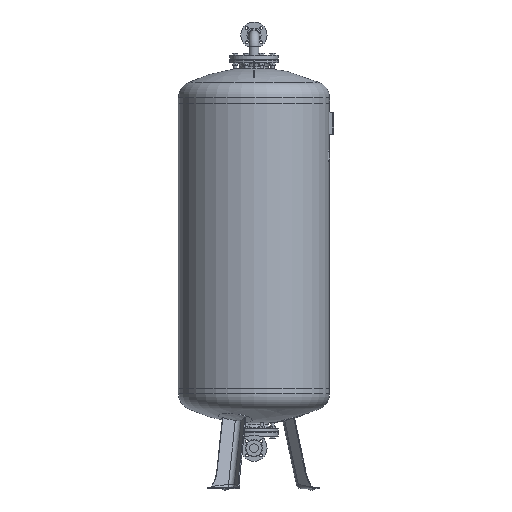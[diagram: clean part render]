
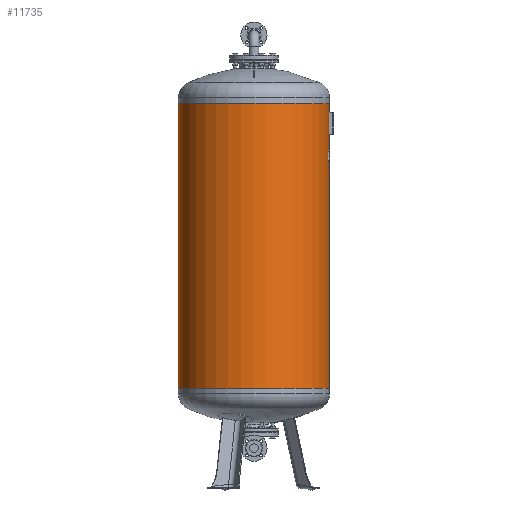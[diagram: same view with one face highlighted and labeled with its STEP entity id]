
A CAD part, left-side view. The second image highlights one B-rep face of the part: STEP entity #11735.
In plain terms, the highlighted cylindrical face has radius 375 mm (diameter 750 mm), a full revolution.
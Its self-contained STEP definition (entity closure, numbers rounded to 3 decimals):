
#2845=FACE_BOUND($,#4272,.T.);
#3397=FACE_OUTER_BOUND($,#4271,.T.);
#4271=EDGE_LOOP($,(#9801));
#4272=EDGE_LOOP($,(#9802));
#5018=CIRCLE($,#12834,375.);
#5019=CIRCLE($,#12836,375.);
#5867=VERTEX_POINT($,#18877);
#5868=VERTEX_POINT($,#18880);
#7273=EDGE_CURVE($,#5867,#5867,#5018,.T.);
#7274=EDGE_CURVE($,#5868,#5868,#5019,.T.);
#9801=ORIENTED_EDGE($,*,*,#7273,.F.);
#9802=ORIENTED_EDGE($,*,*,#7274,.F.);
#11249=CYLINDRICAL_SURFACE($,#12835,375.);
#11735=ADVANCED_FACE($,(#3397,#2845),#11249,.T.);
#12834=AXIS2_PLACEMENT_3D($,#18878,#15390,#15391);
#12835=AXIS2_PLACEMENT_3D($,#18879,#15392,#15393);
#12836=AXIS2_PLACEMENT_3D($,#18881,#15394,#15395);
#15390=DIRECTION('center_axis',(0.,0.,1.));
#15391=DIRECTION('ref_axis',(0.,1.,0.));
#15392=DIRECTION('center_axis',(0.,0.,1.));
#15393=DIRECTION('ref_axis',(1.,0.,0.));
#15394=DIRECTION('center_axis',(0.,0.,-1.));
#15395=DIRECTION('ref_axis',(1.,0.,0.));
#18877=CARTESIAN_POINT('',(0.,375.,1920.));
#18878=CARTESIAN_POINT('Origin',(0.,0.,1920.));
#18879=CARTESIAN_POINT('Origin',(0.,0.,646.45));
#18880=CARTESIAN_POINT('',(375.,0.,505.));
#18881=CARTESIAN_POINT('Origin',(0.,0.,505.));
